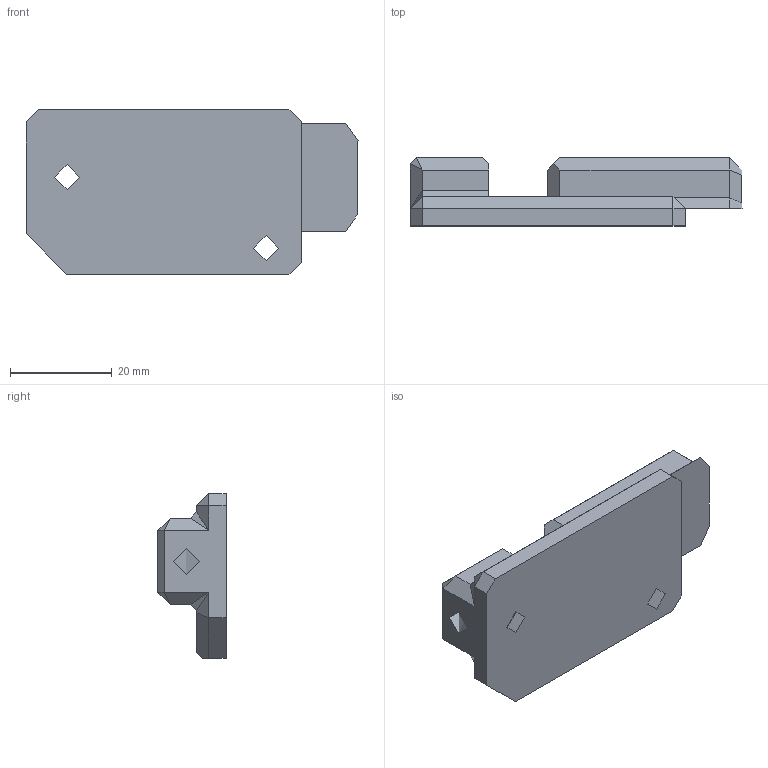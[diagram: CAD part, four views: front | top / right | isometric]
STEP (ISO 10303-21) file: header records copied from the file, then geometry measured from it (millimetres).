
FILE_DESCRIPTION(/* description */ (''),/* implementation_level */ '2;1');
FILE_NAME(/* name */ 'Rear Y Belt Holder.step',/* time_stamp */ '2024-04-04T08:26:58-04:00',/* author */ (''),/* organization */ (''),/* preprocessor_version */ 'ST-DEVELOPER v20',/* originating_system */ 'Autodesk Translation Framework v12.20.1.177',/* authorisation */ '');
FILE_SCHEMA (('AUTOMOTIVE_DESIGN { 1 0 10303 214 3 1 1 }'));
Length unit declared in the file: inch
Products named in the file (3): Rear Y Belt Holder; Base (1); Slide (1)
Assembly tree (2 placements, depth 2):
  Rear Y Belt Holder
    Base (1)
    Slide (1)
Bounding box: 65.31 x 13.4 x 32.41 mm (x, y, z)
Volume: 13364.6 mm3; surface area: 8816.7 mm2
Topology: 2 solids, 2 shells, 94 faces, 241 edges, 150 vertices
Faces by surface type: plane 83, cylinder 9, torus 2
Full cylindrical faces by diameter (mm): 5 x1, 5.004 x1, 5.2 x4, 10.5 x1
Entity records: 2948 total; most frequent: CARTESIAN_POINT 588, ORIENTED_EDGE 480, DIRECTION 443, EDGE_CURVE 240, LINE 213, VECTOR 213, VERTEX_POINT 150, AXIS2_PLACEMENT_3D 115
